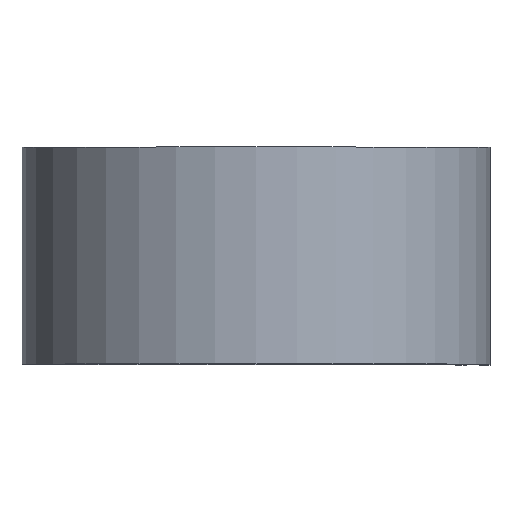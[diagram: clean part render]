
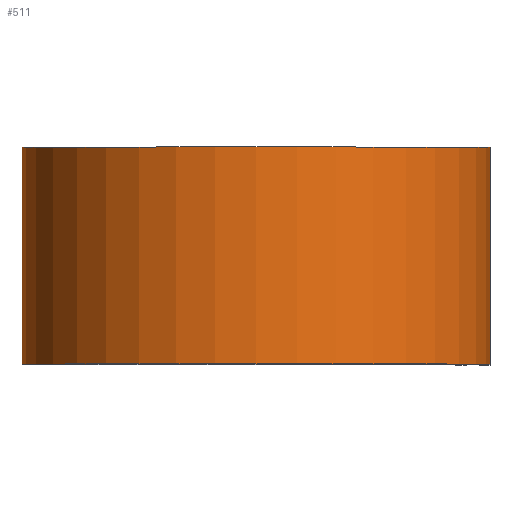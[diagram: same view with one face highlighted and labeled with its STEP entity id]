
A CAD part, top view. The second image highlights one B-rep face of the part: STEP entity #511.
In plain terms, the highlighted cylindrical face has radius 27.407 mm (diameter 54.813 mm), a partial arc.
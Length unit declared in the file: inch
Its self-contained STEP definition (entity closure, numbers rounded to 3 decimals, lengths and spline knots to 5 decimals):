
#12 = FACE_OUTER_BOUND ( 'NONE', #657, .T. ) ;
#18 = VECTOR ( 'NONE', #141, 39.37008 ) ;
#31 = CARTESIAN_POINT ( 'NONE',  ( 1.079, 0.5, 0. ) ) ;
#37 = CYLINDRICAL_SURFACE ( 'NONE', #527, 1.079 ) ;
#41 = CIRCLE ( 'NONE', #467, 1.079 ) ;
#43 = LINE ( 'NONE', #92, #18 ) ;
#51 = DIRECTION ( 'NONE',  ( 1., 0., 0. ) ) ;
#88 = CARTESIAN_POINT ( 'NONE',  ( 0., -0.5, 0. ) ) ;
#92 = CARTESIAN_POINT ( 'NONE',  ( 1.079, 0.5, 0. ) ) ;
#94 = DIRECTION ( 'NONE',  ( 0., 1., 0. ) ) ;
#96 = VECTOR ( 'NONE', #177, 39.37008 ) ;
#98 = CARTESIAN_POINT ( 'NONE',  ( 0., 0.5, -1.079 ) ) ;
#106 = CIRCLE ( 'NONE', #114, 1.079 ) ;
#114 = AXIS2_PLACEMENT_3D ( 'NONE', #88, #273, #51 ) ;
#141 = DIRECTION ( 'NONE',  ( 0., -1., 0. ) ) ;
#146 = CARTESIAN_POINT ( 'NONE',  ( 1.079, -0.5, 0. ) ) ;
#177 = DIRECTION ( 'NONE',  ( 0., -1., 0. ) ) ;
#192 = CARTESIAN_POINT ( 'NONE',  ( 0., -0.5, -1.079 ) ) ;
#217 = CARTESIAN_POINT ( 'NONE',  ( 0., 0.5, 0. ) ) ;
#230 = LINE ( 'NONE', #263, #96 ) ;
#263 = CARTESIAN_POINT ( 'NONE',  ( 0., 0.5, -1.079 ) ) ;
#273 = DIRECTION ( 'NONE',  ( 0., 1., 0. ) ) ;
#288 = CARTESIAN_POINT ( 'NONE',  ( 0., 0.5, 0. ) ) ;
#362 = DIRECTION ( 'NONE',  ( 1., 0., 0. ) ) ;
#370 = ORIENTED_EDGE ( 'NONE', *, *, #461, .T. ) ;
#453 = VERTEX_POINT ( 'NONE', #192 ) ;
#461 = EDGE_CURVE ( 'NONE', #587, #453, #230, .T. ) ;
#467 = AXIS2_PLACEMENT_3D ( 'NONE', #217, #94, #362 ) ;
#501 = ORIENTED_EDGE ( 'NONE', *, *, #549, .F. ) ;
#511 = ADVANCED_FACE ( 'NONE', ( #12 ), #37, .T. ) ;
#527 = AXIS2_PLACEMENT_3D ( 'NONE', #288, #600, #567 ) ;
#549 = EDGE_CURVE ( 'NONE', #587, #702, #41, .T. ) ;
#567 = DIRECTION ( 'NONE',  ( 0., 0., -1. ) ) ;
#587 = VERTEX_POINT ( 'NONE', #98 ) ;
#594 = EDGE_CURVE ( 'NONE', #702, #682, #43, .T. ) ;
#600 = DIRECTION ( 'NONE',  ( 0., -1., 0. ) ) ;
#650 = EDGE_CURVE ( 'NONE', #453, #682, #106, .T. ) ;
#657 = EDGE_LOOP ( 'NONE', ( #734, #659, #501, #370 ) ) ;
#659 = ORIENTED_EDGE ( 'NONE', *, *, #594, .F. ) ;
#682 = VERTEX_POINT ( 'NONE', #146 ) ;
#702 = VERTEX_POINT ( 'NONE', #31 ) ;
#734 = ORIENTED_EDGE ( 'NONE', *, *, #650, .T. ) ;
